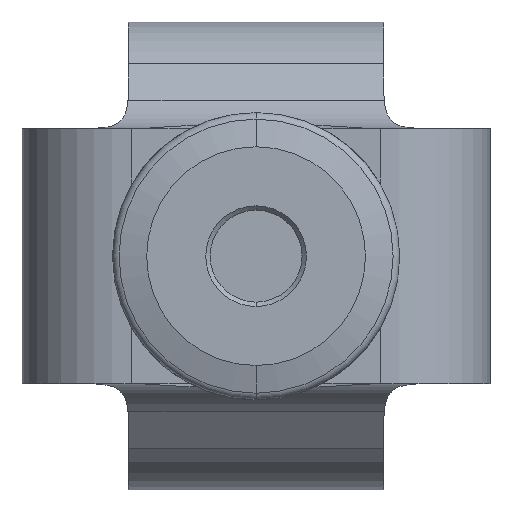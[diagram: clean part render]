
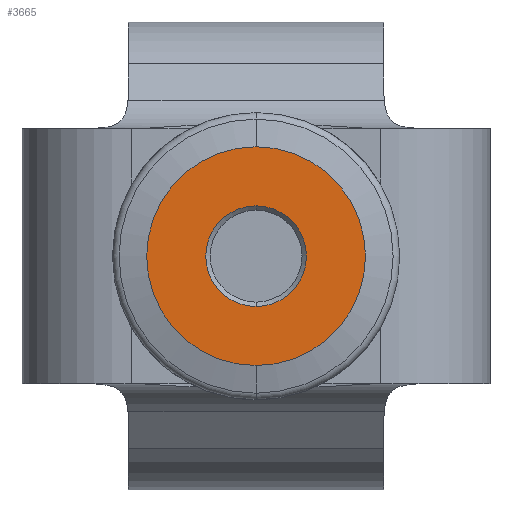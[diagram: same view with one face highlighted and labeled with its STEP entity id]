
A CAD part, front view. The second image highlights one B-rep face of the part: STEP entity #3665.
In plain terms, the highlighted planar face has unit normal (0, -1, 0).
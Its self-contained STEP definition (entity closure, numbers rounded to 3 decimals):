
#198 = FACE_BOUND ( 'NONE', #2635, .T. ) ;
#710 = ORIENTED_EDGE ( 'NONE', *, *, #4924, .T. ) ;
#761 = VERTEX_POINT ( 'NONE', #6175 ) ;
#827 = AXIS2_PLACEMENT_3D ( 'NONE', #4961, #4973, #4992 ) ;
#1120 = EDGE_LOOP ( 'NONE', ( #1935, #2423 ) ) ;
#1512 = AXIS2_PLACEMENT_3D ( 'NONE', #1531, #6301, #6279 ) ;
#1531 = CARTESIAN_POINT ( 'NONE',  ( -10.11, -26.13, 0.588 ) ) ;
#1865 = CIRCLE ( 'NONE', #2935, 9.525 ) ;
#1935 = ORIENTED_EDGE ( 'NONE', *, *, #5471, .T. ) ;
#2022 = CIRCLE ( 'NONE', #2221, 4.381 ) ;
#2221 = AXIS2_PLACEMENT_3D ( 'NONE', #2896, #2878, #2953 ) ;
#2423 = ORIENTED_EDGE ( 'NONE', *, *, #5017, .T. ) ;
#2516 = VERTEX_POINT ( 'NONE', #5716 ) ;
#2635 = EDGE_LOOP ( 'NONE', ( #710, #5839 ) ) ;
#2694 = VERTEX_POINT ( 'NONE', #4848 ) ;
#2878 = DIRECTION ( 'NONE',  ( 0., 1., 0. ) ) ;
#2896 = CARTESIAN_POINT ( 'NONE',  ( -10.11, -26.13, 0.588 ) ) ;
#2935 = AXIS2_PLACEMENT_3D ( 'NONE', #5323, #5274, #4977 ) ;
#2953 = DIRECTION ( 'NONE',  ( 0., 0., -1. ) ) ;
#3561 = VERTEX_POINT ( 'NONE', #3639 ) ;
#3639 = CARTESIAN_POINT ( 'NONE',  ( -10.11, -26.13, -8.937 ) ) ;
#3665 = ADVANCED_FACE ( 'NONE', ( #198, #5641 ), #4941, .T. ) ;
#4013 = AXIS2_PLACEMENT_3D ( 'NONE', #5721, #5681, #5846 ) ;
#4848 = CARTESIAN_POINT ( 'NONE',  ( -10.11, -26.13, 10.113 ) ) ;
#4924 = EDGE_CURVE ( 'NONE', #2516, #761, #2022, .T. ) ;
#4941 = PLANE ( 'NONE',  #827 ) ;
#4946 = CIRCLE ( 'NONE', #1512, 4.381 ) ;
#4961 = CARTESIAN_POINT ( 'NONE',  ( -10.11, -26.13, 0.588 ) ) ;
#4973 = DIRECTION ( 'NONE',  ( 0., -1., 0. ) ) ;
#4977 = DIRECTION ( 'NONE',  ( 0., 0., -1. ) ) ;
#4992 = DIRECTION ( 'NONE',  ( 0., 0., -1. ) ) ;
#5017 = EDGE_CURVE ( 'NONE', #2694, #3561, #1865, .T. ) ;
#5274 = DIRECTION ( 'NONE',  ( 0., -1., 0. ) ) ;
#5323 = CARTESIAN_POINT ( 'NONE',  ( -10.11, -26.13, 0.588 ) ) ;
#5471 = EDGE_CURVE ( 'NONE', #3561, #2694, #5834, .T. ) ;
#5574 = EDGE_CURVE ( 'NONE', #761, #2516, #4946, .T. ) ;
#5641 = FACE_OUTER_BOUND ( 'NONE', #1120, .T. ) ;
#5681 = DIRECTION ( 'NONE',  ( 0., -1., 0. ) ) ;
#5716 = CARTESIAN_POINT ( 'NONE',  ( -10.11, -26.13, -3.793 ) ) ;
#5721 = CARTESIAN_POINT ( 'NONE',  ( -10.11, -26.13, 0.588 ) ) ;
#5834 = CIRCLE ( 'NONE', #4013, 9.525 ) ;
#5839 = ORIENTED_EDGE ( 'NONE', *, *, #5574, .T. ) ;
#5846 = DIRECTION ( 'NONE',  ( 0., 0., -1. ) ) ;
#6175 = CARTESIAN_POINT ( 'NONE',  ( -10.11, -26.13, 4.969 ) ) ;
#6279 = DIRECTION ( 'NONE',  ( 0., 0., -1. ) ) ;
#6301 = DIRECTION ( 'NONE',  ( 0., 1., 0. ) ) ;
